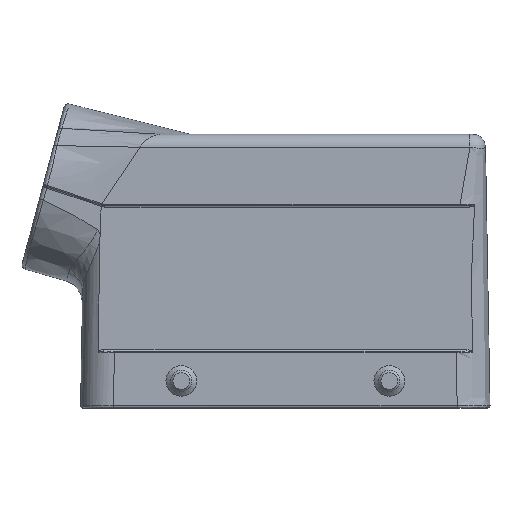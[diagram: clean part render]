
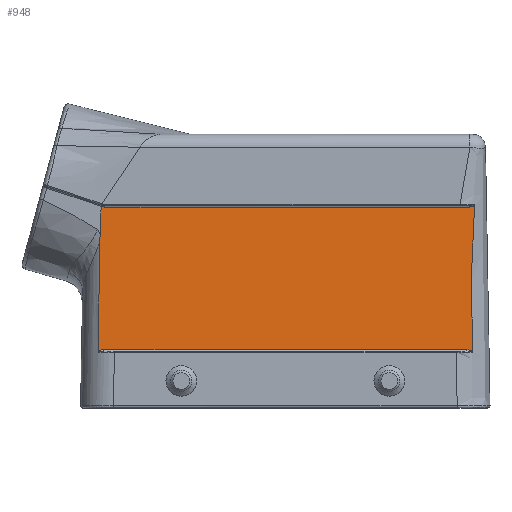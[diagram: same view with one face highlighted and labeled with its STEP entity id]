
A CAD part, front view. The second image highlights one B-rep face of the part: STEP entity #948.
In plain terms, the highlighted planar face has unit normal (0, -1, 0.018).
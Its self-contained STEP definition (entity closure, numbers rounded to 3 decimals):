
#692=FACE_OUTER_BOUND('',#1485,.T.);
#948=ADVANCED_FACE('',(#692),#1065,.F.);
#1065=PLANE('',#4898);
#1485=EDGE_LOOP('',(#2969,#2970,#2971,#2972,#2973,#2974,#2975,#2976,#2977,
#2978,#2979));
#1677=B_SPLINE_CURVE_WITH_KNOTS('',3,(#7124,#7125,#7126,#7127,#7128,#7129,
#7130,#7131),.UNSPECIFIED.,.F.,.F.,(4,2,2,4),(0.,0.25,0.5,1.),
 .UNSPECIFIED.);
#1836=B_SPLINE_CURVE_WITH_KNOTS('',3,(#11255,#11256,#11257,#11258),
 .UNSPECIFIED.,.F.,.F.,(4,4),(0.,1.),.UNSPECIFIED.);
#1837=B_SPLINE_CURVE_WITH_KNOTS('',3,(#11294,#11295,#11296,#11297),
 .UNSPECIFIED.,.F.,.F.,(4,4),(0.,1.),.UNSPECIFIED.);
#1838=B_SPLINE_CURVE_WITH_KNOTS('',3,(#11319,#11320,#11321,#11322),
 .UNSPECIFIED.,.F.,.F.,(4,4),(0.,1.),.UNSPECIFIED.);
#1840=B_SPLINE_CURVE_WITH_KNOTS('',3,(#11448,#11449,#11450,#11451),
 .UNSPECIFIED.,.F.,.F.,(4,4),(0.,1.),.UNSPECIFIED.);
#1842=B_SPLINE_CURVE_WITH_KNOTS('',3,(#11558,#11559,#11560,#11561),
 .UNSPECIFIED.,.F.,.F.,(4,4),(0.,1.),.UNSPECIFIED.);
#2969=ORIENTED_EDGE('',*,*,#4099,.T.);
#2970=ORIENTED_EDGE('',*,*,#4107,.T.);
#2971=ORIENTED_EDGE('',*,*,#3630,.F.);
#2972=ORIENTED_EDGE('',*,*,#4109,.F.);
#2973=ORIENTED_EDGE('',*,*,#4096,.F.);
#2974=ORIENTED_EDGE('',*,*,#4095,.F.);
#2975=ORIENTED_EDGE('',*,*,#4101,.F.);
#2976=ORIENTED_EDGE('',*,*,#3603,.F.);
#2977=ORIENTED_EDGE('',*,*,#4102,.T.);
#2978=ORIENTED_EDGE('',*,*,#3616,.F.);
#2979=ORIENTED_EDGE('',*,*,#4104,.T.);
#3178=VERTEX_POINT('',#6626);
#3183=VERTEX_POINT('',#6661);
#3189=VERTEX_POINT('',#6880);
#3192=VERTEX_POINT('',#6989);
#3197=VERTEX_POINT('',#7123);
#3198=VERTEX_POINT('',#7132);
#3485=VERTEX_POINT('',#11245);
#3486=VERTEX_POINT('',#11254);
#3487=VERTEX_POINT('',#11284);
#3488=VERTEX_POINT('',#11288);
#3489=VERTEX_POINT('',#11290);
#3603=EDGE_CURVE('',#3183,#3178,#4197,.T.);
#3616=EDGE_CURVE('',#3192,#3189,#4200,.T.);
#3630=EDGE_CURVE('',#3197,#3198,#1677,.T.);
#4095=EDGE_CURVE('',#3486,#3485,#1836,.T.);
#4096=EDGE_CURVE('',#3485,#3487,#4376,.T.);
#4099=EDGE_CURVE('',#3489,#3488,#4377,.T.);
#4101=EDGE_CURVE('',#3178,#3486,#1837,.T.);
#4102=EDGE_CURVE('',#3183,#3189,#4378,.T.);
#4104=EDGE_CURVE('',#3192,#3489,#1838,.T.);
#4107=EDGE_CURVE('',#3488,#3198,#1840,.T.);
#4109=EDGE_CURVE('',#3487,#3197,#1842,.T.);
#4197=LINE('',#6662,#4425);
#4200=LINE('',#6990,#4428);
#4376=LINE('',#11283,#4604);
#4377=LINE('',#11289,#4605);
#4378=LINE('',#11299,#4606);
#4425=VECTOR('',#5056,1.);
#4428=VECTOR('',#5061,1.);
#4604=VECTOR('',#5757,1.);
#4605=VECTOR('',#5764,1.);
#4606=VECTOR('',#5773,1.);
#4898=AXIS2_PLACEMENT_3D('',#11693,#5787,#5788);
#5056=DIRECTION('',(0.116,0.017,0.993));
#5061=DIRECTION('',(0.017,0.017,1.));
#5757=DIRECTION('',(1.,0.,0.));
#5764=DIRECTION('',(1.,0.,0.));
#5773=DIRECTION('',(-0.017,-0.017,-1.));
#5787=DIRECTION('',(0.,1.,-0.017));
#5788=DIRECTION('',(0.,0.017,1.));
#6626=CARTESIAN_POINT('',(-41.986,-19.696,-16.457));
#6661=CARTESIAN_POINT('',(-42.225,-19.732,-18.507));
#6662=CARTESIAN_POINT('',(-42.225,-19.732,-18.507));
#6880=CARTESIAN_POINT('',(-42.329,-19.836,-24.466));
#6989=CARTESIAN_POINT('',(-42.768,-20.274,-49.58));
#6990=CARTESIAN_POINT('',(-42.768,-20.274,-49.58));
#7123=CARTESIAN_POINT('',(43.217,-19.693,-16.26));
#7124=CARTESIAN_POINT('',(43.217,-19.693,-16.261));
#7125=CARTESIAN_POINT('',(42.943,-19.741,-19.03));
#7126=CARTESIAN_POINT('',(42.71,-19.79,-21.804));
#7127=CARTESIAN_POINT('',(42.434,-19.886,-27.361));
#7128=CARTESIAN_POINT('',(42.425,-19.935,-30.139));
#7129=CARTESIAN_POINT('',(42.577,-20.08,-38.471));
#7130=CARTESIAN_POINT('',(42.671,-20.177,-44.026));
#7131=CARTESIAN_POINT('',(42.768,-20.274,-49.58));
#7132=CARTESIAN_POINT('',(42.768,-20.274,-49.58));
#11245=CARTESIAN_POINT('',(-41.175,-19.699,-16.605));
#11254=CARTESIAN_POINT('',(-41.903,-19.697,-16.487));
#11255=CARTESIAN_POINT('',(-41.903,-19.697,-16.487));
#11256=CARTESIAN_POINT('',(-41.669,-19.698,-16.565));
#11257=CARTESIAN_POINT('',(-41.422,-19.699,-16.605));
#11258=CARTESIAN_POINT('',(-41.175,-19.699,-16.605));
#11283=CARTESIAN_POINT('',(-13.175,-19.699,-16.605));
#11284=CARTESIAN_POINT('',(41.989,-19.699,-16.605));
#11288=CARTESIAN_POINT('',(41.426,-20.268,-49.205));
#11289=CARTESIAN_POINT('',(-13.426,-20.268,-49.205));
#11290=CARTESIAN_POINT('',(-41.426,-20.268,-49.205));
#11294=CARTESIAN_POINT('',(-41.986,-19.696,-16.457));
#11295=CARTESIAN_POINT('',(-41.958,-19.696,-16.467));
#11296=CARTESIAN_POINT('',(-41.931,-19.697,-16.477));
#11297=CARTESIAN_POINT('',(-41.903,-19.697,-16.487));
#11299=CARTESIAN_POINT('',(-42.225,-19.732,-18.507));
#11319=CARTESIAN_POINT('',(-42.768,-20.274,-49.58));
#11320=CARTESIAN_POINT('',(-42.577,-20.27,-49.345));
#11321=CARTESIAN_POINT('',(-42.112,-20.268,-49.205));
#11322=CARTESIAN_POINT('',(-41.426,-20.268,-49.205));
#11448=CARTESIAN_POINT('',(41.426,-20.268,-49.205));
#11449=CARTESIAN_POINT('',(42.205,-20.268,-49.205));
#11450=CARTESIAN_POINT('',(42.595,-20.271,-49.367));
#11451=CARTESIAN_POINT('',(42.768,-20.274,-49.58));
#11558=CARTESIAN_POINT('',(41.989,-19.699,-16.605));
#11559=CARTESIAN_POINT('',(42.756,-19.699,-16.605));
#11560=CARTESIAN_POINT('',(43.071,-19.695,-16.418));
#11561=CARTESIAN_POINT('',(43.217,-19.693,-16.26));
#11693=CARTESIAN_POINT('',(-20.367,-20.5,-62.517));
